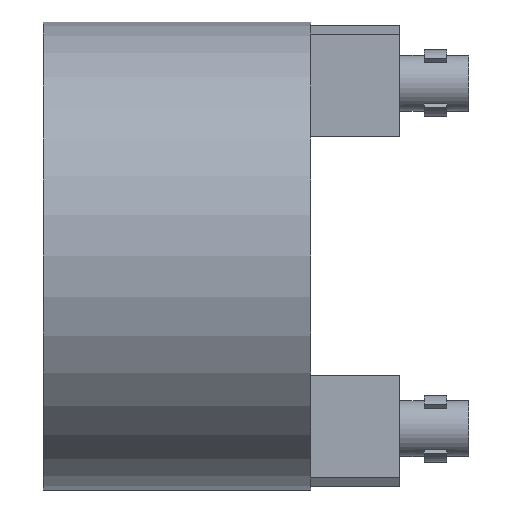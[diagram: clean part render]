
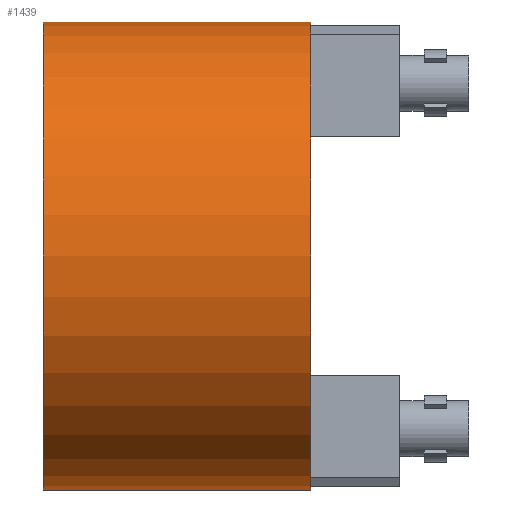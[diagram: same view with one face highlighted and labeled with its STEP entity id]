
A CAD part, front view. The second image highlights one B-rep face of the part: STEP entity #1439.
In plain terms, the highlighted cylindrical face has radius 105 mm (diameter 210 mm), a full revolution.
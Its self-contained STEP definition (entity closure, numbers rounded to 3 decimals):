
#38=CYLINDRICAL_SURFACE('',#1536,105.);
#76=CIRCLE('',#1534,105.);
#78=CIRCLE('',#1537,105.);
#227=ORIENTED_EDGE('',*,*,#413,.F.);
#228=ORIENTED_EDGE('',*,*,#411,.T.);
#411=EDGE_CURVE('',#512,#512,#76,.T.);
#413=EDGE_CURVE('',#514,#514,#78,.T.);
#512=VERTEX_POINT('',#2065);
#514=VERTEX_POINT('',#2070);
#726=EDGE_LOOP('',(#227));
#727=EDGE_LOOP('',(#228));
#832=FACE_BOUND('',#726,.T.);
#833=FACE_BOUND('',#727,.T.);
#1439=ADVANCED_FACE('',(#832,#833),#38,.T.);
#1534=AXIS2_PLACEMENT_3D('',#2064,#1753,#1754);
#1536=AXIS2_PLACEMENT_3D('',#2068,#1757,#1758);
#1537=AXIS2_PLACEMENT_3D('',#2069,#1759,#1760);
#1753=DIRECTION('',(-1.,0.,0.));
#1754=DIRECTION('',(0.,0.,1.));
#1757=DIRECTION('',(-1.,0.,0.));
#1758=DIRECTION('',(0.,0.,1.));
#1759=DIRECTION('',(-1.,0.,0.));
#1760=DIRECTION('',(0.,0.,1.));
#2064=CARTESIAN_POINT('',(0.,0.,0.));
#2065=CARTESIAN_POINT('',(0.,0.,105.));
#2068=CARTESIAN_POINT('',(-60.,0.,0.));
#2069=CARTESIAN_POINT('',(-120.,0.,0.));
#2070=CARTESIAN_POINT('',(-120.,0.,105.));
